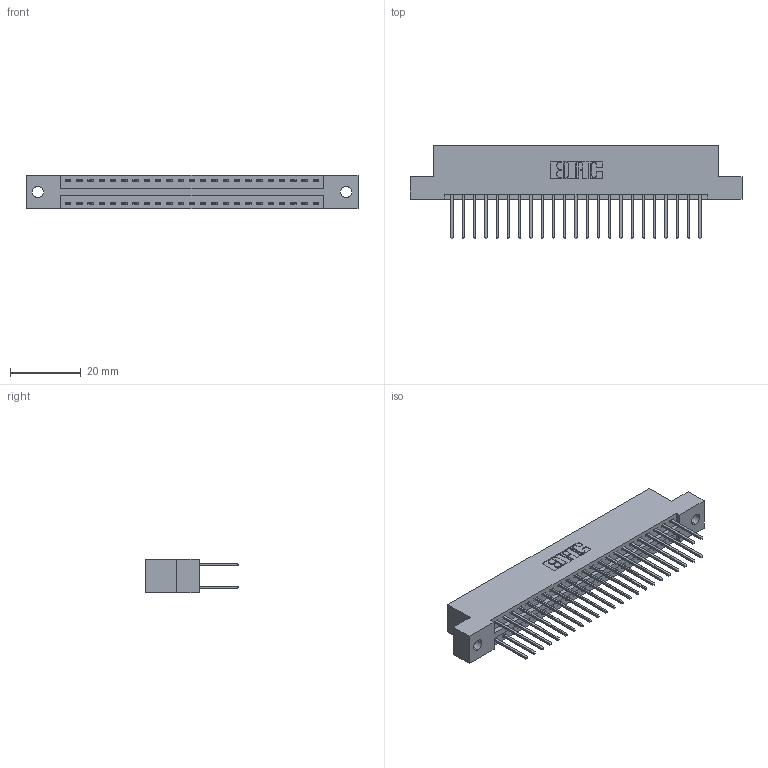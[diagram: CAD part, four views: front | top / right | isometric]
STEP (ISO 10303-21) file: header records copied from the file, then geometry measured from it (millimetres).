
FILE_DESCRIPTION (( 'STEP AP203' ), '1' );
FILE_NAME ('346-046-522-202.STEP', '2022-05-20T19:42:22', ( '' ), ( '' ), 'SwSTEP 2.0', 'SolidWorks 2020', '' );
FILE_SCHEMA (( 'CONFIG_CONTROL_DESIGN' ));
Length unit declared in the file: inch
Products named in the file (3): 346 Part_Flush Mounting Lugs - 0.128 Dia; 345-292-001_345-293-122; 346-046-522-202
Assembly tree (47 placements, depth 2):
  346-046-522-202
    346 Part_Flush Mounting Lugs - 0.128 Dia
    345-292-001_345-293-122  x46
Bounding box: 93.6 x 26.42 x 9.4 mm (x, y, z)
Volume: 9060.7 mm3; surface area: 12433 mm2
Topology: 47 solids, 47 shells, 2514 faces, 7459 edges, 4910 vertices
Faces by surface type: plane 1686, cylinder 828
Entity records: 17589 total; most frequent: CARTESIAN_POINT 2924, ORIENTED_EDGE 2858, DIRECTION 2629, EDGE_CURVE 1429, LINE 1205, VECTOR 1205, VERTEX_POINT 950, AXIS2_PLACEMENT_3D 712
